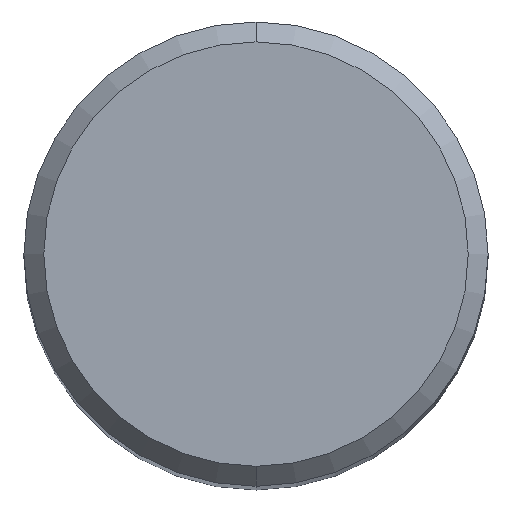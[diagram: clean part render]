
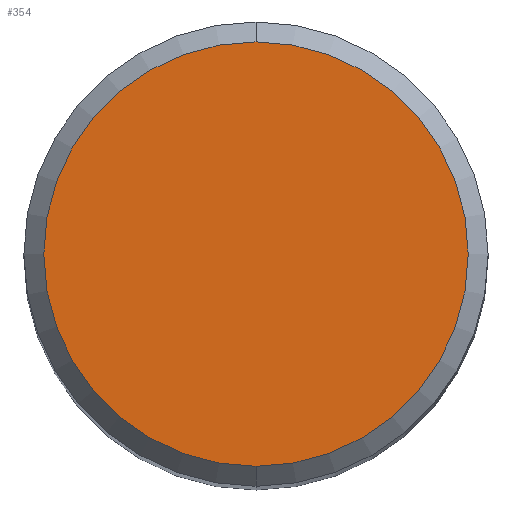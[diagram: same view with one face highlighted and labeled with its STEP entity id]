
A CAD part, top view. The second image highlights one B-rep face of the part: STEP entity #354.
In plain terms, the highlighted planar face has unit normal (0, 0, 1).
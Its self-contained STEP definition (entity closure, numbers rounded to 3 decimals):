
#306=EDGE_CURVE('',#432,#360,#621,.T.);
#354=ADVANCED_FACE('',(#673),#674,.T.);
#360=VERTEX_POINT('',#680);
#416=EDGE_CURVE('',#360,#432,#740,.T.);
#432=VERTEX_POINT('',#760);
#621=CIRCLE('',#1191,6.4);
#673=FACE_OUTER_BOUND('',#1315,.T.);
#674=PLANE('',#1316);
#680=CARTESIAN_POINT('',(0.,-6.4,0.0));
#740=CIRCLE('',#1432,6.4);
#760=CARTESIAN_POINT('',(0.0,6.4,0.0));
#1191=AXIS2_PLACEMENT_3D('',#1654,#1655,#1656);
#1315=EDGE_LOOP('',(#1720,#1721));
#1316=AXIS2_PLACEMENT_3D('',#1722,#1723,#1724);
#1432=AXIS2_PLACEMENT_3D('',#1777,#1778,#1779);
#1654=CARTESIAN_POINT('',(0.0,0.0,0.0));
#1655=DIRECTION('',(0.0,0.0,-1.0));
#1656=DIRECTION('',(0.0,1.0,0.0));
#1720=ORIENTED_EDGE('',*,*,#306,.F.);
#1721=ORIENTED_EDGE('',*,*,#416,.F.);
#1722=CARTESIAN_POINT('',(0.0,3.2,0.0));
#1723=DIRECTION('',(-0.0,0.0,1.0));
#1724=DIRECTION('',(0.0,-1.0,0.0));
#1777=CARTESIAN_POINT('',(0.0,0.0,0.0));
#1778=DIRECTION('',(0.0,0.0,-1.0));
#1779=DIRECTION('',(0.0,1.0,0.0));
